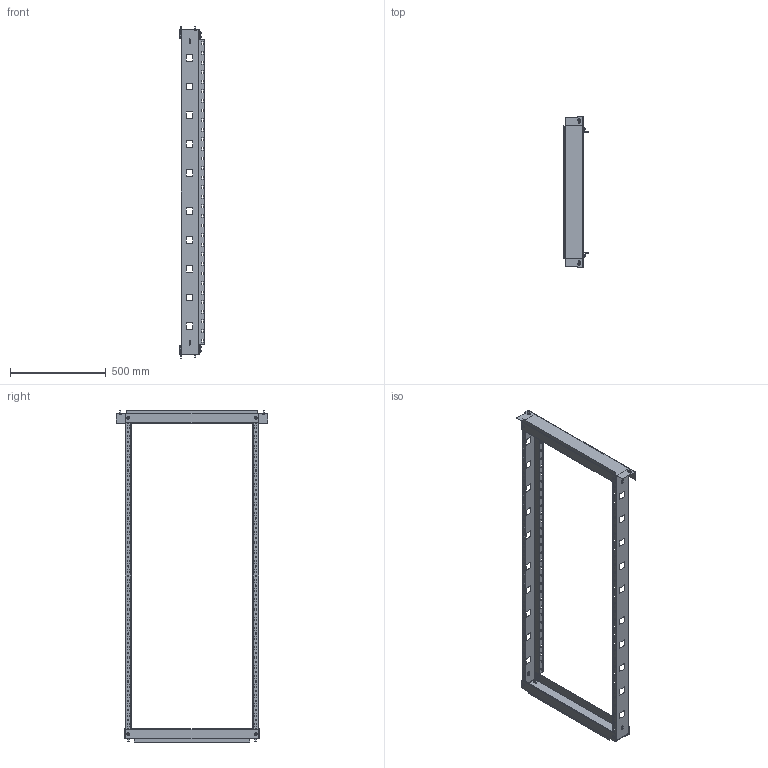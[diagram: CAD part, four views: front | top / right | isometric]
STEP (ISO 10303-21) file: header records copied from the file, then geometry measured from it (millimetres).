
FILE_DESCRIPTION (( 'STEP AP214' ), '1' );
FILE_NAME ('TMK188.STEP', '2025-05-14T18:53:49', ( '' ), ( '' ), 'SwSTEP 2.0', 'SolidWorks 2024', '' );
FILE_SCHEMA (( 'AUTOMOTIVE_DESIGN' ));
Length unit declared in the file: metre
Products named in the file (1): TMK188
Bounding box: 128.3 x 789 x 1731.5 mm (x, y, z)
Volume: 1312959.8 mm3; surface area: 1762544.1 mm2
Topology: 1 solids, 1 shells, 2322 faces, 6520 edges, 4178 vertices
Faces by surface type: plane 1560, cylinder 622, cone 116, torus 24
Full cylindrical faces by diameter (mm): 3.96 x4, 6 x28, 6.5 x66, 7 x8, 10 x4, 12 x4, 14 x12
Entity records: 75877 total; most frequent: CARTESIAN_POINT 16451, ORIENTED_EDGE 12452, DIRECTION 11684, EDGE_CURVE 6226, VECTOR 4678, LINE 4678, VERTEX_POINT 4062, AXIS2_PLACEMENT_3D 3503
